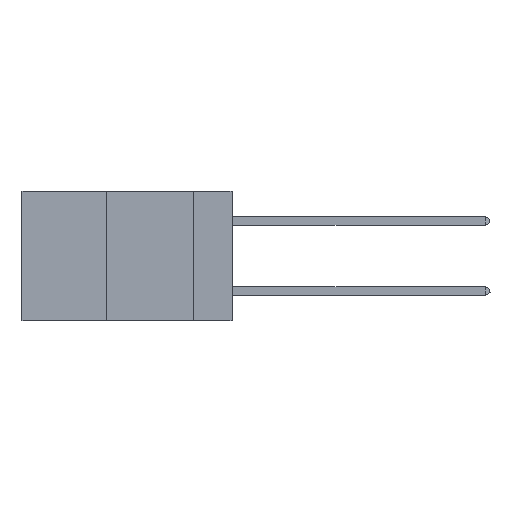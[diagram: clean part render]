
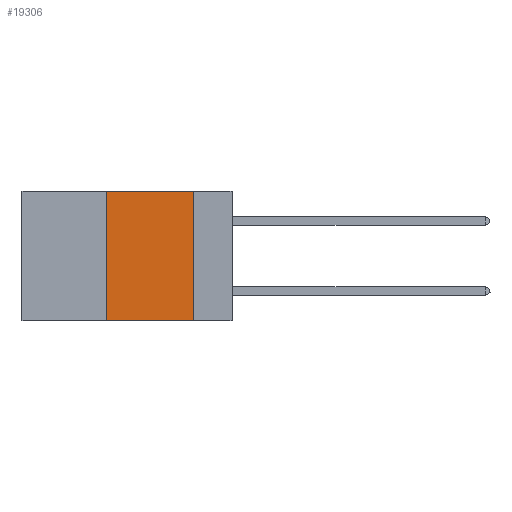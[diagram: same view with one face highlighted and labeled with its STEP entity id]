
A CAD part, left-side view. The second image highlights one B-rep face of the part: STEP entity #19306.
In plain terms, the highlighted planar face has unit normal (-1, 0, 0).
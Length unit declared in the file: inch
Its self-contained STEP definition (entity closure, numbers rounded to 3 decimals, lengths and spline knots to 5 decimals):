
#163 = FACE_OUTER_BOUND ( 'NONE', #6420, .T. ) ;
#312 = CARTESIAN_POINT ( 'NONE',  ( 0., 0.6, -0.37 ) ) ;
#1095 = EDGE_CURVE ( 'NONE', #3485, #8673, #19707, .T. ) ;
#1282 = AXIS2_PLACEMENT_3D ( 'NONE', #21138, #16191, #6110 ) ;
#2861 = VECTOR ( 'NONE', #14784, 39.37008 ) ;
#3485 = VERTEX_POINT ( 'NONE', #20613 ) ;
#6110 = DIRECTION ( 'NONE',  ( 0., 0., -1. ) ) ;
#6420 = EDGE_LOOP ( 'NONE', ( #8264, #8148, #6971, #21282 ) ) ;
#6971 = ORIENTED_EDGE ( 'NONE', *, *, #11839, .F. ) ;
#7033 = DIRECTION ( 'NONE',  ( 0., 0., 1. ) ) ;
#8148 = ORIENTED_EDGE ( 'NONE', *, *, #17922, .F. ) ;
#8264 = ORIENTED_EDGE ( 'NONE', *, *, #14982, .F. ) ;
#8533 = CARTESIAN_POINT ( 'NONE',  ( 0., 0.11, 0. ) ) ;
#8673 = VERTEX_POINT ( 'NONE', #19379 ) ;
#9881 = CARTESIAN_POINT ( 'NONE',  ( 0., 0.11, 0. ) ) ;
#10531 = LINE ( 'NONE', #17316, #10799 ) ;
#10799 = VECTOR ( 'NONE', #12326, 39.37008 ) ;
#11839 = EDGE_CURVE ( 'NONE', #3485, #13542, #11891, .T. ) ;
#11891 = LINE ( 'NONE', #16969, #12417 ) ;
#11960 = VERTEX_POINT ( 'NONE', #8533 ) ;
#12326 = DIRECTION ( 'NONE',  ( 0., -1., 0. ) ) ;
#12417 = VECTOR ( 'NONE', #7033, 39.37008 ) ;
#13542 = VERTEX_POINT ( 'NONE', #15136 ) ;
#14784 = DIRECTION ( 'NONE',  ( 0., 0., -1. ) ) ;
#14982 = EDGE_CURVE ( 'NONE', #11960, #8673, #18871, .T. ) ;
#15136 = CARTESIAN_POINT ( 'NONE',  ( 0., 0.36, 0. ) ) ;
#16071 = VECTOR ( 'NONE', #19284, 39.37008 ) ;
#16191 = DIRECTION ( 'NONE',  ( 1., 0., 0. ) ) ;
#16969 = CARTESIAN_POINT ( 'NONE',  ( 0., 0.36, 0. ) ) ;
#17316 = CARTESIAN_POINT ( 'NONE',  ( 0., 0.6, 0. ) ) ;
#17922 = EDGE_CURVE ( 'NONE', #13542, #11960, #10531, .T. ) ;
#18871 = LINE ( 'NONE', #9881, #2861 ) ;
#19284 = DIRECTION ( 'NONE',  ( 0., -1., 0. ) ) ;
#19306 = ADVANCED_FACE ( 'NONE', ( #163 ), #19462, .F. ) ;
#19379 = CARTESIAN_POINT ( 'NONE',  ( 0., 0.11, -0.37 ) ) ;
#19462 = PLANE ( 'NONE',  #1282 ) ;
#19707 = LINE ( 'NONE', #312, #16071 ) ;
#20613 = CARTESIAN_POINT ( 'NONE',  ( 0., 0.36, -0.37 ) ) ;
#21138 = CARTESIAN_POINT ( 'NONE',  ( 0., 0.6, 0. ) ) ;
#21282 = ORIENTED_EDGE ( 'NONE', *, *, #1095, .T. ) ;
